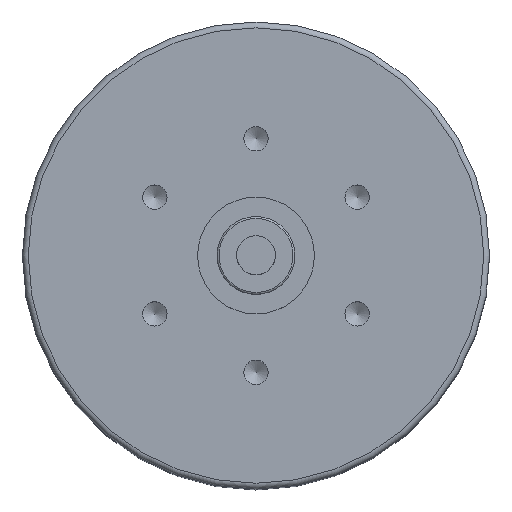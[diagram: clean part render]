
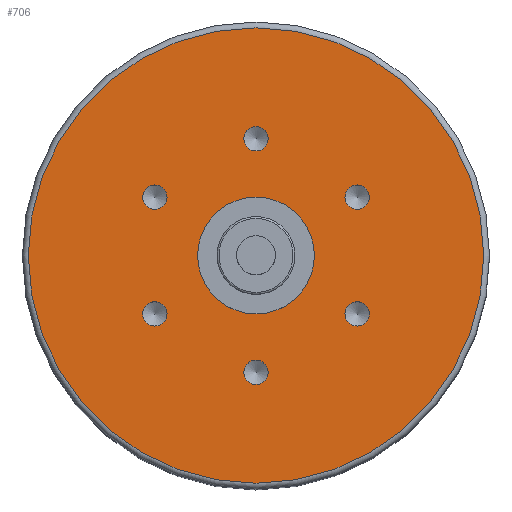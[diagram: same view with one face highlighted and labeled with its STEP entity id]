
A CAD part, top view. The second image highlights one B-rep face of the part: STEP entity #706.
In plain terms, the highlighted planar face has unit normal (0, 0, 1).
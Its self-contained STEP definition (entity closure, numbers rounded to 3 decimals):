
#14 = AXIS2_PLACEMENT_3D ( 'NONE', #3019, #3020, #3021 ) ;
#15 = AXIS2_PLACEMENT_3D ( 'NONE', #3022, #3023, #3024 ) ;
#16 = AXIS2_PLACEMENT_3D ( 'NONE', #3025, #3026, #3027 ) ;
#17 = AXIS2_PLACEMENT_3D ( 'NONE', #3028, #3029, #3030 ) ;
#18 = AXIS2_PLACEMENT_3D ( 'NONE', #3031, #3032, #3033 ) ;
#19 = AXIS2_PLACEMENT_3D ( 'NONE', #3034, #3035, #3036 ) ;
#20 = AXIS2_PLACEMENT_3D ( 'NONE', #3037, #3038, #3039 ) ;
#21 = AXIS2_PLACEMENT_3D ( 'NONE', #3040, #3041, #3042 ) ;
#149 = CIRCLE ( 'NONE', #14, 11.7 ) ;
#150 = CIRCLE ( 'NONE', #15, 0.625 ) ;
#151 = CIRCLE ( 'NONE', #16, 0.625 ) ;
#152 = CIRCLE ( 'NONE', #17, 0.625 ) ;
#153 = CIRCLE ( 'NONE', #18, 0.625 ) ;
#154 = CIRCLE ( 'NONE', #19, 0.625 ) ;
#155 = CIRCLE ( 'NONE', #20, 0.625 ) ;
#156 = CIRCLE ( 'NONE', #21, 3. ) ;
#633 = EDGE_CURVE ( 'NONE', #3340, #3340, #149, .T. ) ;
#634 = EDGE_CURVE ( 'NONE', #3342, #3342, #150, .T. ) ;
#635 = EDGE_CURVE ( 'NONE', #3344, #3344, #151, .T. ) ;
#636 = EDGE_CURVE ( 'NONE', #3346, #3346, #152, .T. ) ;
#637 = EDGE_CURVE ( 'NONE', #3348, #3348, #153, .T. ) ;
#638 = EDGE_CURVE ( 'NONE', #3350, #3350, #154, .T. ) ;
#639 = EDGE_CURVE ( 'NONE', #3352, #3352, #155, .T. ) ;
#640 = EDGE_CURVE ( 'NONE', #3354, #3354, #156, .T. ) ;
#706 = ADVANCED_FACE ( 'NONE', ( #3517, #3515, #3522, #3524, #3526, #3527, #3528, #3529 ), #1460, .T. ) ;
#766 = EDGE_LOOP ( 'NONE', ( #1852 ) ) ;
#767 = EDGE_LOOP ( 'NONE', ( #1853 ) ) ;
#768 = EDGE_LOOP ( 'NONE', ( #1854 ) ) ;
#769 = EDGE_LOOP ( 'NONE', ( #1855 ) ) ;
#770 = EDGE_LOOP ( 'NONE', ( #1857 ) ) ;
#773 = EDGE_LOOP ( 'NONE', ( #2242 ) ) ;
#774 = EDGE_LOOP ( 'NONE', ( #2240 ) ) ;
#780 = EDGE_LOOP ( 'NONE', ( #2241 ) ) ;
#1460 = PLANE ( 'NONE',  #3525 ) ;
#1461 = CARTESIAN_POINT ( 'NONE',  ( 0., 0., 0. ) ) ;
#1462 = DIRECTION ( 'NONE',  ( 0., 0., 1. ) ) ;
#1463 = DIRECTION ( 'NONE',  ( 1., 0., 0. ) ) ;
#1852 = ORIENTED_EDGE ( 'NONE', *, *, #636, .F. ) ;
#1853 = ORIENTED_EDGE ( 'NONE', *, *, #637, .F. ) ;
#1854 = ORIENTED_EDGE ( 'NONE', *, *, #638, .F. ) ;
#1855 = ORIENTED_EDGE ( 'NONE', *, *, #639, .F. ) ;
#1857 = ORIENTED_EDGE ( 'NONE', *, *, #640, .F. ) ;
#2240 = ORIENTED_EDGE ( 'NONE', *, *, #633, .T. ) ;
#2241 = ORIENTED_EDGE ( 'NONE', *, *, #634, .F. ) ;
#2242 = ORIENTED_EDGE ( 'NONE', *, *, #635, .F. ) ;
#3019 = CARTESIAN_POINT ( 'NONE',  ( 0., 0., 0. ) ) ;
#3020 = DIRECTION ( 'NONE',  ( 0., 0., 1. ) ) ;
#3021 = DIRECTION ( 'NONE',  ( 1., 0., 0. ) ) ;
#3022 = CARTESIAN_POINT ( 'NONE',  ( -5.196, 3., 0. ) ) ;
#3023 = DIRECTION ( 'NONE',  ( 0., 0., 1. ) ) ;
#3024 = DIRECTION ( 'NONE',  ( 1., 0., 0. ) ) ;
#3025 = CARTESIAN_POINT ( 'NONE',  ( -5.196, -3., 0. ) ) ;
#3026 = DIRECTION ( 'NONE',  ( 0., 0., 1. ) ) ;
#3027 = DIRECTION ( 'NONE',  ( 1., 0., 0. ) ) ;
#3028 = CARTESIAN_POINT ( 'NONE',  ( 0., -6., 0. ) ) ;
#3029 = DIRECTION ( 'NONE',  ( 0., 0., 1. ) ) ;
#3030 = DIRECTION ( 'NONE',  ( 1., 0., 0. ) ) ;
#3031 = CARTESIAN_POINT ( 'NONE',  ( 5.196, -3., 0. ) ) ;
#3032 = DIRECTION ( 'NONE',  ( 0., 0., 1. ) ) ;
#3033 = DIRECTION ( 'NONE',  ( 1., 0., 0. ) ) ;
#3034 = CARTESIAN_POINT ( 'NONE',  ( 5.196, 3., 0. ) ) ;
#3035 = DIRECTION ( 'NONE',  ( 0., 0., 1. ) ) ;
#3036 = DIRECTION ( 'NONE',  ( 1., 0., 0. ) ) ;
#3037 = CARTESIAN_POINT ( 'NONE',  ( 0., 6., 0. ) ) ;
#3038 = DIRECTION ( 'NONE',  ( 0., 0., 1. ) ) ;
#3039 = DIRECTION ( 'NONE',  ( 1., 0., 0. ) ) ;
#3040 = CARTESIAN_POINT ( 'NONE',  ( 0., 0., 0. ) ) ;
#3041 = DIRECTION ( 'NONE',  ( 0., 0., 1. ) ) ;
#3042 = DIRECTION ( 'NONE',  ( 1., 0., 0. ) ) ;
#3340 = VERTEX_POINT ( 'NONE', #3341 ) ;
#3341 = CARTESIAN_POINT ( 'NONE',  ( 11.7, 0., 0. ) ) ;
#3342 = VERTEX_POINT ( 'NONE', #3343 ) ;
#3343 = CARTESIAN_POINT ( 'NONE',  ( -4.571, 3., 0. ) ) ;
#3344 = VERTEX_POINT ( 'NONE', #3345 ) ;
#3345 = CARTESIAN_POINT ( 'NONE',  ( -4.571, -3., 0. ) ) ;
#3346 = VERTEX_POINT ( 'NONE', #3347 ) ;
#3347 = CARTESIAN_POINT ( 'NONE',  ( 0.625, -6., 0. ) ) ;
#3348 = VERTEX_POINT ( 'NONE', #3349 ) ;
#3349 = CARTESIAN_POINT ( 'NONE',  ( 5.821, -3., 0. ) ) ;
#3350 = VERTEX_POINT ( 'NONE', #3351 ) ;
#3351 = CARTESIAN_POINT ( 'NONE',  ( 5.821, 3., 0. ) ) ;
#3352 = VERTEX_POINT ( 'NONE', #3353 ) ;
#3353 = CARTESIAN_POINT ( 'NONE',  ( 0.625, 6., 0. ) ) ;
#3354 = VERTEX_POINT ( 'NONE', #3355 ) ;
#3355 = CARTESIAN_POINT ( 'NONE',  ( 3., 0., 0. ) ) ;
#3515 = FACE_BOUND ( 'NONE', #780, .T. ) ;
#3517 = FACE_OUTER_BOUND ( 'NONE', #774, .T. ) ;
#3522 = FACE_BOUND ( 'NONE', #773, .T. ) ;
#3524 = FACE_BOUND ( 'NONE', #766, .T. ) ;
#3525 = AXIS2_PLACEMENT_3D ( 'NONE', #1461, #1462, #1463 ) ;
#3526 = FACE_BOUND ( 'NONE', #767, .T. ) ;
#3527 = FACE_BOUND ( 'NONE', #768, .T. ) ;
#3528 = FACE_BOUND ( 'NONE', #769, .T. ) ;
#3529 = FACE_BOUND ( 'NONE', #770, .T. ) ;
